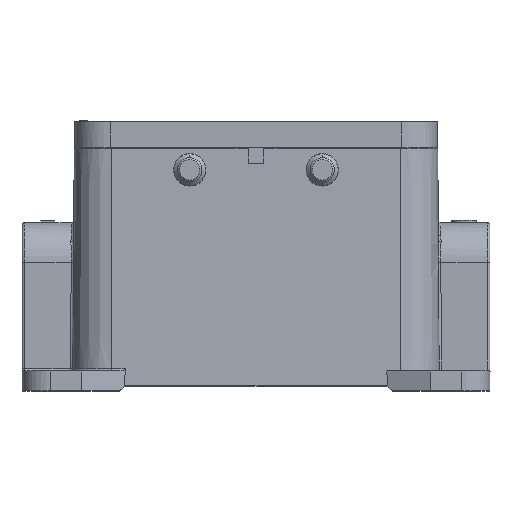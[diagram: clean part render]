
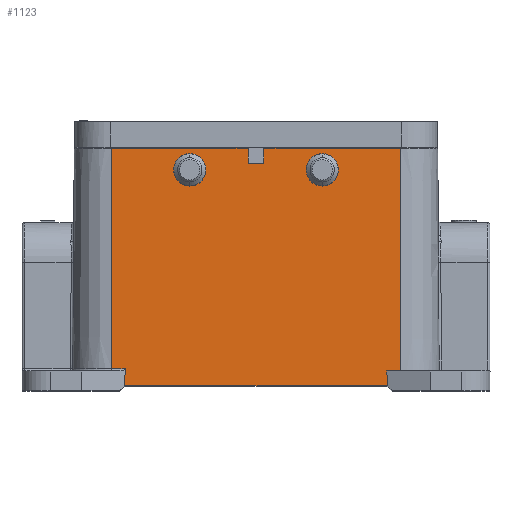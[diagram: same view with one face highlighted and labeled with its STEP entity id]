
A CAD part, top view. The second image highlights one B-rep face of the part: STEP entity #1123.
In plain terms, the highlighted planar face has unit normal (0, 0.009, 1).
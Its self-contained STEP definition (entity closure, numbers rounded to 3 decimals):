
#49=ELLIPSE('',#8456,1.5,1.5);
#50=ELLIPSE('',#8457,1.5,1.5);
#180=B_SPLINE_CURVE_WITH_KNOTS('',3,(#13142,#13143,#13144,#13145),
 .UNSPECIFIED.,.F.,.F.,(4,4),(0.,1.),.UNSPECIFIED.);
#185=B_SPLINE_CURVE_WITH_KNOTS('',3,(#13171,#13172,#13173,#13174),
 .UNSPECIFIED.,.F.,.F.,(4,4),(0.,1.),.UNSPECIFIED.);
#190=B_SPLINE_CURVE_WITH_KNOTS('',3,(#13196,#13197,#13198,#13199),
 .UNSPECIFIED.,.F.,.F.,(4,4),(0.,1.),.UNSPECIFIED.);
#468=PLANE('',#8458);
#575=FACE_BOUND('',#2064,.T.);
#576=FACE_BOUND('',#2065,.T.);
#577=FACE_BOUND('',#2066,.T.);
#1123=ADVANCED_FACE('',(#575,#576,#577),#468,.T.);
#2064=EDGE_LOOP('',(#5153));
#2065=EDGE_LOOP('',(#5154));
#2066=EDGE_LOOP('',(#5155,#5156,#5157,#5158,#5159,#5160,#5161,#5162,#5163,
#5164,#5165,#5166));
#2237=LINE('',#11237,#2827);
#2611=LINE('',#12986,#3201);
#2617=LINE('',#12999,#3207);
#2619=LINE('',#13003,#3209);
#2640=LINE('',#13056,#3230);
#2646=LINE('',#13067,#3236);
#2686=LINE('',#13277,#3276);
#2687=LINE('',#13283,#3277);
#2688=LINE('',#13285,#3278);
#2827=VECTOR('',#9074,1.);
#3201=VECTOR('',#10216,1.);
#3207=VECTOR('',#10224,1.);
#3209=VECTOR('',#10228,1.);
#3230=VECTOR('',#10279,1.);
#3236=VECTOR('',#10291,1.);
#3276=VECTOR('',#10415,1.);
#3277=VECTOR('',#10422,1.);
#3278=VECTOR('',#10423,1.);
#5153=ORIENTED_EDGE('',*,*,#7253,.T.);
#5154=ORIENTED_EDGE('',*,*,#7254,.T.);
#5155=ORIENTED_EDGE('',*,*,#7222,.T.);
#5156=ORIENTED_EDGE('',*,*,#7216,.F.);
#5157=ORIENTED_EDGE('',*,*,#7209,.T.);
#5158=ORIENTED_EDGE('',*,*,#7255,.F.);
#5159=ORIENTED_EDGE('',*,*,#7256,.T.);
#5160=ORIENTED_EDGE('',*,*,#7177,.T.);
#5161=ORIENTED_EDGE('',*,*,#7144,.T.);
#5162=ORIENTED_EDGE('',*,*,#7142,.F.);
#5163=ORIENTED_EDGE('',*,*,#7136,.T.);
#5164=ORIENTED_EDGE('',*,*,#7171,.T.);
#5165=ORIENTED_EDGE('',*,*,#6500,.T.);
#5166=ORIENTED_EDGE('',*,*,#7252,.T.);
#5714=VERTEX_POINT('',#11218);
#5718=VERTEX_POINT('',#11238);
#6133=VERTEX_POINT('',#12987);
#6134=VERTEX_POINT('',#12988);
#6138=VERTEX_POINT('',#12997);
#6140=VERTEX_POINT('',#13004);
#6159=VERTEX_POINT('',#13068);
#6183=VERTEX_POINT('',#13141);
#6184=VERTEX_POINT('',#13146);
#6189=VERTEX_POINT('',#13175);
#6192=VERTEX_POINT('',#13200);
#6207=VERTEX_POINT('',#13280);
#6208=VERTEX_POINT('',#13282);
#6209=VERTEX_POINT('',#13284);
#6500=EDGE_CURVE('',#5718,#5714,#2237,.T.);
#7136=EDGE_CURVE('',#6133,#6134,#2611,.T.);
#7142=EDGE_CURVE('',#6133,#6138,#2617,.T.);
#7144=EDGE_CURVE('',#6140,#6138,#2619,.T.);
#7171=EDGE_CURVE('',#6134,#5718,#2640,.T.);
#7177=EDGE_CURVE('',#6159,#6140,#2646,.T.);
#7209=EDGE_CURVE('',#6184,#6183,#180,.T.);
#7216=EDGE_CURVE('',#6184,#6189,#185,.T.);
#7222=EDGE_CURVE('',#6192,#6189,#190,.T.);
#7252=EDGE_CURVE('',#5714,#6192,#2686,.T.);
#7253=EDGE_CURVE('',#6207,#6207,#49,.T.);
#7254=EDGE_CURVE('',#6208,#6208,#50,.T.);
#7255=EDGE_CURVE('',#6209,#6183,#2687,.T.);
#7256=EDGE_CURVE('',#6209,#6159,#2688,.T.);
#8456=AXIS2_PLACEMENT_3D('',#13279,#10418,#10419);
#8457=AXIS2_PLACEMENT_3D('',#13281,#10420,#10421);
#8458=AXIS2_PLACEMENT_3D('',#13286,#10424,#10425);
#9074=DIRECTION('',(0.,-1.,0.009));
#10216=DIRECTION('',(0.,1.,-0.009));
#10224=DIRECTION('',(1.,0.,0.));
#10228=DIRECTION('',(0.,-1.,0.009));
#10279=DIRECTION('',(-1.,0.,0.));
#10291=DIRECTION('',(-1.,0.,0.));
#10415=DIRECTION('',(1.,0.,0.));
#10418=DIRECTION('',(0.,-0.009,-1.));
#10419=DIRECTION('',(0.,1.,-0.009));
#10420=DIRECTION('',(0.,-0.009,-1.));
#10421=DIRECTION('',(0.,1.,-0.009));
#10422=DIRECTION('',(-1.,0.,0.));
#10423=DIRECTION('',(0.,1.,-0.009));
#10424=DIRECTION('',(0.,0.009,1.));
#10425=DIRECTION('',(-1.,0.,0.));
#11218=CARTESIAN_POINT('',(-2.93,54.283,62.528));
#11237=CARTESIAN_POINT('',(-2.93,98.487,62.143));
#11238=CARTESIAN_POINT('',(-2.93,98.487,62.143));
#12986=CARTESIAN_POINT('',(24.47,95.487,62.169));
#12987=CARTESIAN_POINT('',(24.47,95.487,62.169));
#12988=CARTESIAN_POINT('',(24.47,98.487,62.143));
#12997=CARTESIAN_POINT('',(27.67,95.487,62.169));
#12999=CARTESIAN_POINT('',(24.47,95.487,62.169));
#13003=CARTESIAN_POINT('',(27.67,98.487,62.143));
#13004=CARTESIAN_POINT('',(27.67,98.487,62.143));
#13056=CARTESIAN_POINT('',(24.47,98.487,62.143));
#13067=CARTESIAN_POINT('',(55.07,98.487,62.143));
#13068=CARTESIAN_POINT('',(55.07,98.487,62.143));
#13141=CARTESIAN_POINT('',(52.366,53.787,62.533));
#13142=CARTESIAN_POINT('',(52.422,50.787,62.559));
#13143=CARTESIAN_POINT('',(52.404,51.787,62.55));
#13144=CARTESIAN_POINT('',(52.385,52.787,62.541));
#13145=CARTESIAN_POINT('',(52.366,53.787,62.533));
#13146=CARTESIAN_POINT('',(52.422,50.787,62.56));
#13171=CARTESIAN_POINT('',(52.422,50.787,62.56));
#13172=CARTESIAN_POINT('',(34.854,50.787,62.56));
#13173=CARTESIAN_POINT('',(17.286,50.787,62.559));
#13174=CARTESIAN_POINT('',(-0.282,50.787,62.559));
#13175=CARTESIAN_POINT('',(-0.282,50.787,62.559));
#13196=CARTESIAN_POINT('',(-0.218,54.283,62.528));
#13197=CARTESIAN_POINT('',(-0.239,53.117,62.539));
#13198=CARTESIAN_POINT('',(-0.261,51.952,62.549));
#13199=CARTESIAN_POINT('',(-0.282,50.787,62.559));
#13200=CARTESIAN_POINT('',(-0.218,54.283,62.528));
#13277=CARTESIAN_POINT('',(-2.93,54.283,62.528));
#13279=CARTESIAN_POINT('',(39.37,94.187,62.18));
#13280=CARTESIAN_POINT('',(39.37,95.687,62.167));
#13281=CARTESIAN_POINT('',(12.77,94.187,62.18));
#13282=CARTESIAN_POINT('',(12.77,95.687,62.167));
#13283=CARTESIAN_POINT('',(55.07,53.787,62.533));
#13284=CARTESIAN_POINT('',(55.07,53.787,62.533));
#13285=CARTESIAN_POINT('',(55.07,53.787,62.533));
#13286=CARTESIAN_POINT('',(-5.103,98.487,62.143));
